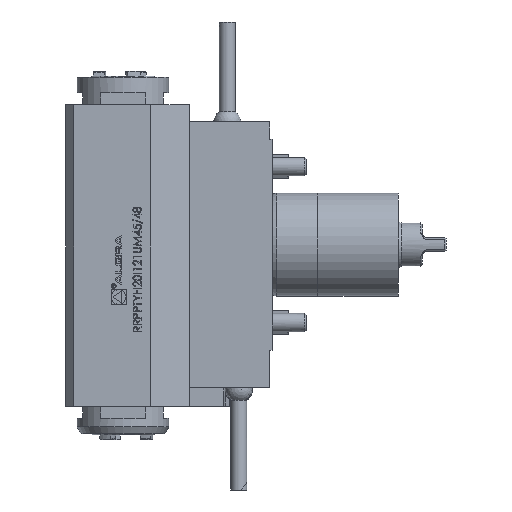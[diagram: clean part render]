
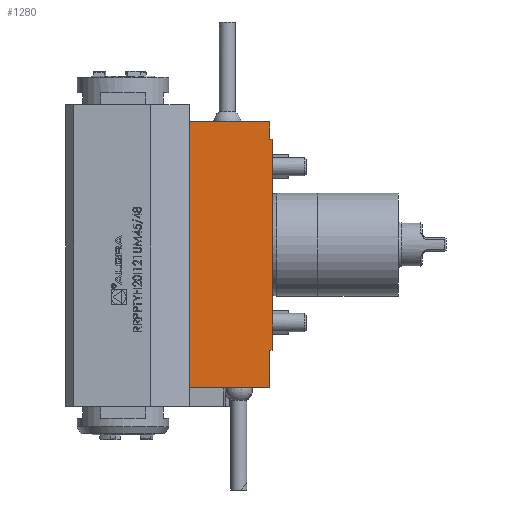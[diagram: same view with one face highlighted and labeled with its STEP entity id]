
A CAD part, left-side view. The second image highlights one B-rep face of the part: STEP entity #1280.
In plain terms, the highlighted planar face has unit normal (-1, 0, 0).
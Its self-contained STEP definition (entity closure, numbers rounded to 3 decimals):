
#321 = EDGE_CURVE ( 'NONE', #500, #34148, #24423, .T. ) ;
#500 = VERTEX_POINT ( 'NONE', #23799 ) ;
#560 = CARTESIAN_POINT ( 'NONE',  ( -36., -64., 46. ) ) ;
#612 = VERTEX_POINT ( 'NONE', #38420 ) ;
#778 = ORIENTED_EDGE ( 'NONE', *, *, #1169, .T. ) ;
#1169 = EDGE_CURVE ( 'NONE', #34148, #38561, #11380, .T. ) ;
#1212 = DIRECTION ( 'NONE',  ( 0., 0., 1. ) ) ;
#1280 = ADVANCED_FACE ( 'Defeature completata1_16', ( #20212 ), #12495, .T. ) ;
#3269 = EDGE_CURVE ( 'NONE', #10287, #500, #44015, .T. ) ;
#4151 = VECTOR ( 'NONE', #21734, 1000. ) ;
#5280 = EDGE_CURVE ( 'NONE', #40261, #10287, #7742, .T. ) ;
#5433 = DIRECTION ( 'NONE',  ( -1., 0., 0. ) ) ;
#7058 = DIRECTION ( 'NONE',  ( 0., 0., 1. ) ) ;
#7506 = EDGE_CURVE ( 'NONE', #38422, #612, #42555, .T. ) ;
#7742 = LINE ( 'NONE', #42502, #23285 ) ;
#9738 = CARTESIAN_POINT ( 'NONE',  ( -36., -64., -46. ) ) ;
#9841 = EDGE_CURVE ( 'NONE', #38422, #29893, #26307, .T. ) ;
#10287 = VERTEX_POINT ( 'NONE', #9738 ) ;
#10561 = ORIENTED_EDGE ( 'NONE', *, *, #7506, .F. ) ;
#10851 = VECTOR ( 'NONE', #23730, 1000. ) ;
#11208 = DIRECTION ( 'NONE',  ( 0., -1., 0. ) ) ;
#11380 = LINE ( 'NONE', #25306, #42500 ) ;
#12495 = PLANE ( 'NONE',  #23469 ) ;
#13087 = ORIENTED_EDGE ( 'NONE', *, *, #321, .T. ) ;
#14001 = EDGE_CURVE ( 'NONE', #29893, #40261, #21043, .T. ) ;
#14122 = DIRECTION ( 'NONE',  ( 0., 0., 1. ) ) ;
#17149 = ORIENTED_EDGE ( 'NONE', *, *, #9841, .T. ) ;
#18719 = CARTESIAN_POINT ( 'NONE',  ( -36., 0., 53.5 ) ) ;
#19060 = CARTESIAN_POINT ( 'NONE',  ( -36., 122.191, -46. ) ) ;
#20212 = FACE_OUTER_BOUND ( 'NONE', #21579, .T. ) ;
#20450 = VECTOR ( 'NONE', #11208, 1000. ) ;
#20568 = ORIENTED_EDGE ( 'NONE', *, *, #3269, .T. ) ;
#21043 = LINE ( 'NONE', #36220, #4151 ) ;
#21278 = VECTOR ( 'NONE', #7058, 1000. ) ;
#21415 = VECTOR ( 'NONE', #33727, 1000. ) ;
#21579 = EDGE_LOOP ( 'NONE', ( #778, #33087, #10561, #17149, #35367, #37372, #20568, #13087 ) ) ;
#21734 = DIRECTION ( 'NONE',  ( 0., -1., 0. ) ) ;
#23004 = CARTESIAN_POINT ( 'NONE',  ( -36., 122.191, -62.5 ) ) ;
#23285 = VECTOR ( 'NONE', #14122, 1000. ) ;
#23469 = AXIS2_PLACEMENT_3D ( 'NONE', #23004, #5433, #33315 ) ;
#23730 = DIRECTION ( 'NONE',  ( 0., 0., -1. ) ) ;
#23799 = CARTESIAN_POINT ( 'NONE',  ( -36., -65., -46. ) ) ;
#23899 = CARTESIAN_POINT ( 'NONE',  ( -36., -64., -62.5 ) ) ;
#23950 = CARTESIAN_POINT ( 'NONE',  ( -36., -29., -62.5 ) ) ;
#24423 = LINE ( 'NONE', #38404, #21278 ) ;
#25306 = CARTESIAN_POINT ( 'NONE',  ( -36., 122.191, 46. ) ) ;
#26307 = LINE ( 'NONE', #23950, #10851 ) ;
#29462 = CARTESIAN_POINT ( 'NONE',  ( -36., -65., 46. ) ) ;
#29893 = VERTEX_POINT ( 'NONE', #35869 ) ;
#31332 = EDGE_CURVE ( 'NONE', #38561, #612, #40082, .T. ) ;
#33087 = ORIENTED_EDGE ( 'NONE', *, *, #31332, .T. ) ;
#33315 = DIRECTION ( 'NONE',  ( 0., 0., 1. ) ) ;
#33727 = DIRECTION ( 'NONE',  ( 0., -1., 0. ) ) ;
#34148 = VERTEX_POINT ( 'NONE', #29462 ) ;
#35367 = ORIENTED_EDGE ( 'NONE', *, *, #14001, .T. ) ;
#35869 = CARTESIAN_POINT ( 'NONE',  ( -36., -29., -62.5 ) ) ;
#36220 = CARTESIAN_POINT ( 'NONE',  ( -36., 122.191, -62.5 ) ) ;
#37372 = ORIENTED_EDGE ( 'NONE', *, *, #5280, .T. ) ;
#38085 = CARTESIAN_POINT ( 'NONE',  ( -36., -29., 53.5 ) ) ;
#38404 = CARTESIAN_POINT ( 'NONE',  ( -36., -65., -62.5 ) ) ;
#38420 = CARTESIAN_POINT ( 'NONE',  ( -36., -64., 53.5 ) ) ;
#38422 = VERTEX_POINT ( 'NONE', #38085 ) ;
#38561 = VERTEX_POINT ( 'NONE', #560 ) ;
#39298 = DIRECTION ( 'NONE',  ( 0., 1., 0. ) ) ;
#39424 = CARTESIAN_POINT ( 'NONE',  ( -36., -64., -62.5 ) ) ;
#39948 = VECTOR ( 'NONE', #1212, 1000. ) ;
#40082 = LINE ( 'NONE', #39424, #39948 ) ;
#40261 = VERTEX_POINT ( 'NONE', #23899 ) ;
#42500 = VECTOR ( 'NONE', #39298, 1000. ) ;
#42502 = CARTESIAN_POINT ( 'NONE',  ( -36., -64., -62.5 ) ) ;
#42555 = LINE ( 'NONE', #18719, #20450 ) ;
#44015 = LINE ( 'NONE', #19060, #21415 ) ;
